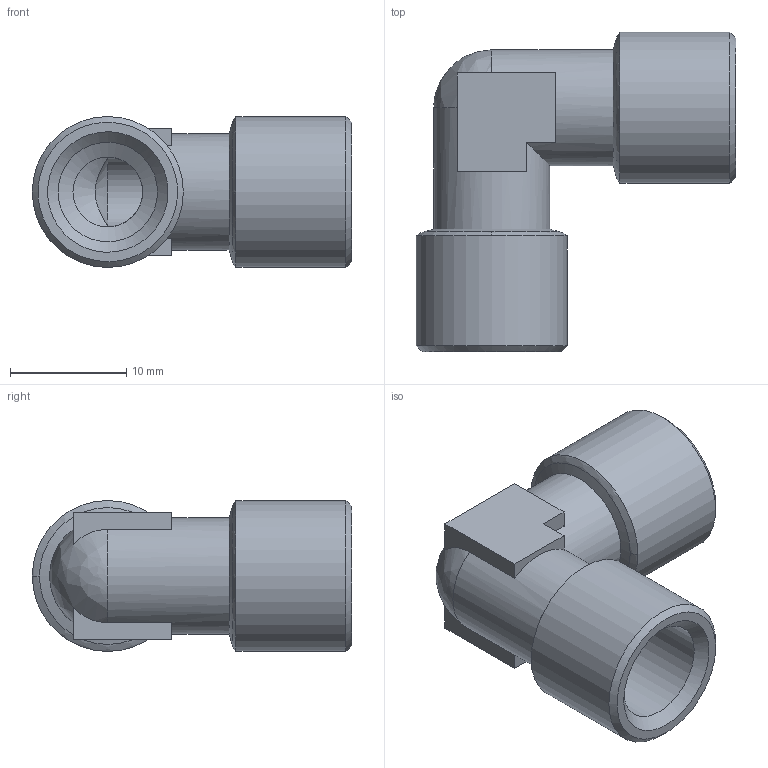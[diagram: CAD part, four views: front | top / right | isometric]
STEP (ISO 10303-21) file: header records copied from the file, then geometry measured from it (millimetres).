
FILE_DESCRIPTION (( 'STEP AP214' ), '1' );
FILE_NAME ('0501000010200A.STEP', '2013-08-07T14:57:57', ( 'ST01' ), ( '' ), 'SwSTEP 2.0', 'SolidWorks 2012', '' );
FILE_SCHEMA (( 'AUTOMOTIVE_DESIGN' ));
Length unit declared in the file: millimetre
Products named in the file (1): 0501000010200A
Bounding box: 27.5 x 27.5 x 13 mm (x, y, z)
Volume: 2774.7 mm3; surface area: 2702.8 mm2
Topology: 1 solids, 1 shells, 39 faces, 98 edges, 60 vertices
Faces by surface type: plane 16, cone 10, cylinder 8, bspline 5
Full cylindrical faces by diameter (mm): 6 x2, 8.566 x2, 10 x2, 13 x2
Entity records: 1492 total; most frequent: CARTESIAN_POINT 653, ORIENTED_EDGE 158, DIRECTION 152, EDGE_CURVE 79, AXIS2_PLACEMENT_3D 60, VERTEX_POINT 58, EDGE_LOOP 57, FACE_OUTER_BOUND 47
